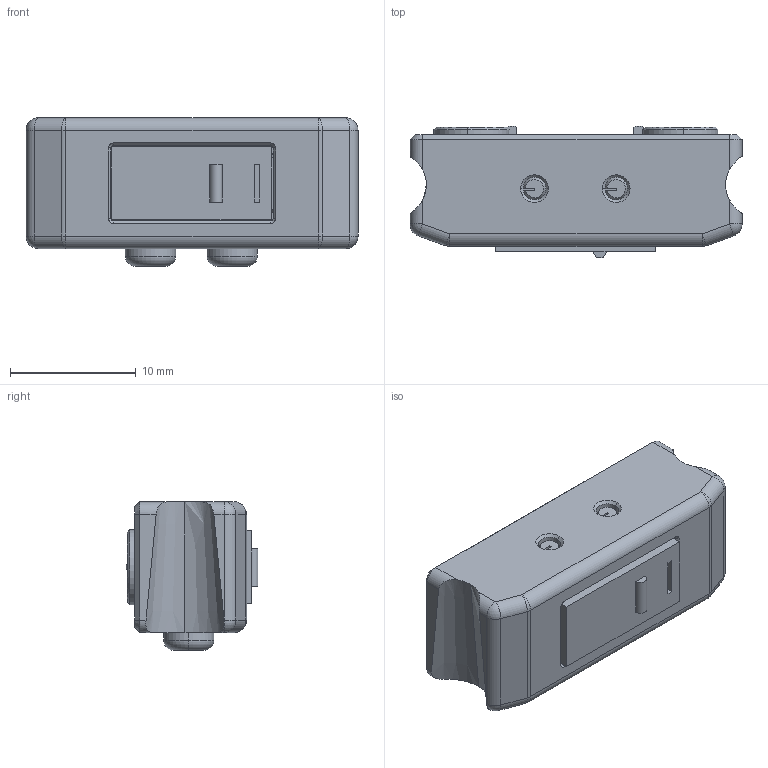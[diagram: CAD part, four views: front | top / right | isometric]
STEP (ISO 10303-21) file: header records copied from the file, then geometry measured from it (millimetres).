
FILE_DESCRIPTION (( 'STEP AP214' ), '1' );
FILE_NAME ('Omron_Mag_Probe_Assembly.STEP', '2022-09-25T12:08:36', ( '' ), ( '' ), 'SwSTEP 2.0', 'SolidWorks 2021', '' );
FILE_SCHEMA (( 'AUTOMOTIVE_DESIGN' ));
Length unit declared in the file: millimetre
Products named in the file (5): 6x3_Magnet; pan head tapping screw_am(PHT 2x10x9.2-type I-D-N); OMRON_D2F_Switch; Probe_holder_d2f; Omron_Mag_Probe_Assembly
Assembly tree (6 placements, depth 2):
  Omron_Mag_Probe_Assembly
    Probe_holder_d2f
    OMRON_D2F_Switch
    6x3_Magnet  x2
    pan head tapping screw_am(PHT 2x10x9.2-type I-D-N)  x2
Bounding box: 26.4 x 10.48 x 11.8 mm (x, y, z)
Volume: 2251.9 mm3; surface area: 2391.8 mm2
Topology: 10 solids, 10 shells, 271 faces, 669 edges, 414 vertices
Faces by surface type: plane 139, cylinder 75, cone 41, sphere 8, torus 8
Entity records: 6992 total; most frequent: CARTESIAN_POINT 1284, DIRECTION 1170, ORIENTED_EDGE 1114, EDGE_CURVE 557, AXIS2_PLACEMENT_3D 403, LINE 364, VECTOR 364, VERTEX_POINT 349
